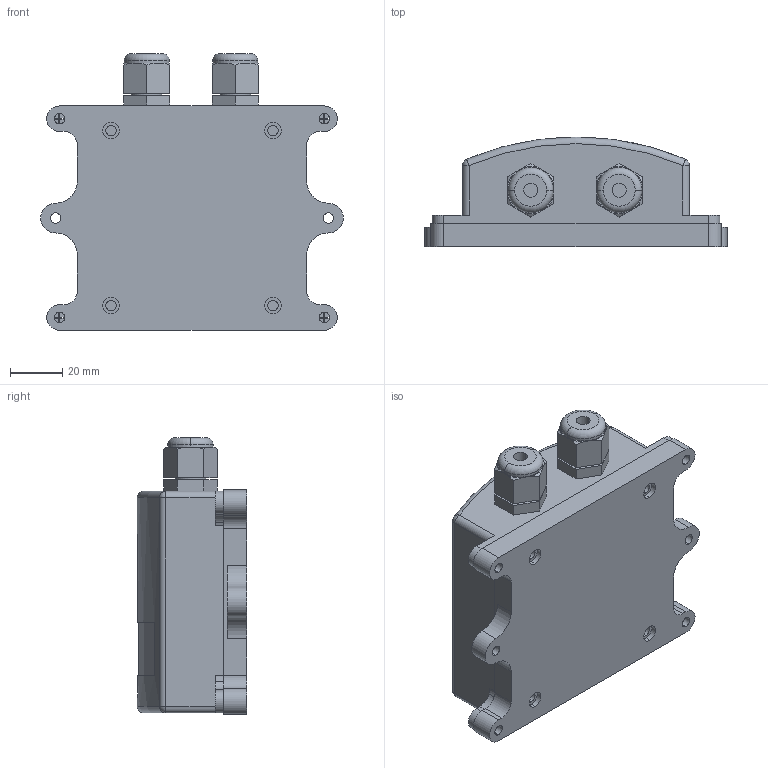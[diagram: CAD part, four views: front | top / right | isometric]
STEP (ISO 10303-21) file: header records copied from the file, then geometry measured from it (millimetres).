
FILE_DESCRIPTION (( 'STEP AP214' ), '1' );
FILE_NAME ('SRMS-D475_3D.STEP', '2022-04-21T19:35:32', ( '' ), ( '' ), 'SwSTEP 2.0', 'SolidWorks 2021', '' );
FILE_SCHEMA (( 'AUTOMOTIVE_DESIGN' ));
Length unit declared in the file: inch
Products named in the file (1): SRMS-D475_3D
Bounding box: 116 x 42 x 106 mm (x, y, z)
Volume: 305308.6 mm3; surface area: 35083.2 mm2
Topology: 5 solids, 5 shells, 263 faces, 666 edges, 436 vertices
Faces by surface type: plane 128, cylinder 97, bspline 12, cone 12, sphere 8, torus 6
Entity records: 8478 total; most frequent: CARTESIAN_POINT 1904, DIRECTION 1364, ORIENTED_EDGE 1312, EDGE_CURVE 656, AXIS2_PLACEMENT_3D 516, VERTEX_POINT 432, VECTOR 332, LINE 332
